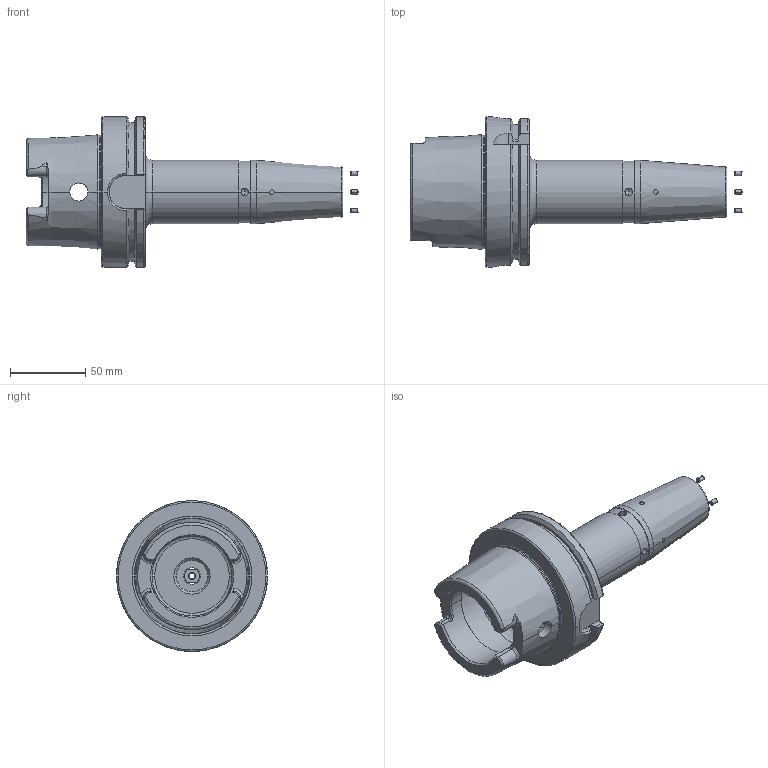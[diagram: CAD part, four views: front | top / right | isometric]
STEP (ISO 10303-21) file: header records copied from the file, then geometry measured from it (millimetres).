
FILE_DESCRIPTION (( 'STEP AP203' ), '1' );
FILE_NAME ('F1A100H-SFK18160.STEP', '2024-09-03T11:42:38', ( '' ), ( '' ), 'SwSTEP 2.0', 'SolidWorks 2024', '' );
FILE_SCHEMA (( 'CONFIG_CONTROL_DESIGN' ));
Length unit declared in the file: millimetre
Products named in the file (5): GS-M3X5; HSKA100SFK18160WW; EXPANDER PLUG Ø3x3.6; F1A100H-SFK18160; SCWM12x1x20-FLAT&SLOT_REWORK
Assembly tree (10 placements, depth 2):
  F1A100H-SFK18160
    HSKA100SFK18160WW
    SCWM12x1x20-FLAT&SLOT_REWORK
    EXPANDER PLUG Ø3x3.6  x4
    GS-M3X5  x4
Bounding box: 219.98 x 100 x 100 mm (x, y, z)
Volume: 398566.8 mm3; surface area: 75000.5 mm2
Topology: 10 solids, 10 shells, 389 faces, 953 edges, 564 vertices
Faces by surface type: plane 137, cylinder 116, cone 95, torus 31, bspline 10
Entity records: 11747 total; most frequent: CARTESIAN_POINT 4016, ORIENTED_EDGE 1506, DIRECTION 1438, EDGE_CURVE 753, AXIS2_PLACEMENT_3D 561, VERTEX_POINT 459, EDGE_LOOP 332, LINE 316
